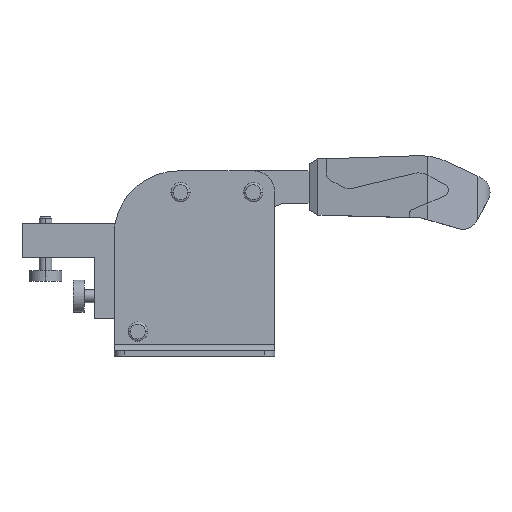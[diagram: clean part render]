
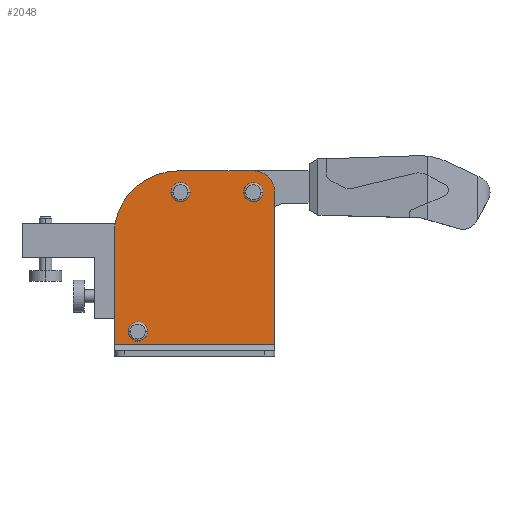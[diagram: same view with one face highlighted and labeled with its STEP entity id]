
A CAD part, top view. The second image highlights one B-rep face of the part: STEP entity #2048.
In plain terms, the highlighted planar face has unit normal (0, 0, 1).
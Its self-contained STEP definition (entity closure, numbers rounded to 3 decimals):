
#1538=AXIS2_PLACEMENT_3D('Circle Axis2P3D',#1536,#1537,$) ;
#1586=AXIS2_PLACEMENT_3D('Circle Axis2P3D',#1584,#1585,$) ;
#1984=AXIS2_PLACEMENT_3D('Plane Axis2P3D',#1981,#1982,#1983) ;
#1996=AXIS2_PLACEMENT_3D('Circle Axis2P3D',#1994,#1995,$) ;
#2005=AXIS2_PLACEMENT_3D('Circle Axis2P3D',#2003,#2004,$) ;
#2014=AXIS2_PLACEMENT_3D('Circle Axis2P3D',#2012,#2013,$) ;
#2023=AXIS2_PLACEMENT_3D('Circle Axis2P3D',#2021,#2022,$) ;
#2032=AXIS2_PLACEMENT_3D('Circle Axis2P3D',#2030,#2031,$) ;
#2041=AXIS2_PLACEMENT_3D('Circle Axis2P3D',#2039,#2040,$) ;
#1477=CARTESIAN_POINT('Vertex',(0.,56.5,12.25)) ;
#1512=CARTESIAN_POINT('Vertex',(0.,5.5,12.25)) ;
#1515=CARTESIAN_POINT('Line Origine',(0.,31.,12.25)) ;
#1536=CARTESIAN_POINT('Axis2P3D Location',(30.,56.5,12.25)) ;
#1540=CARTESIAN_POINT('Vertex',(30.,86.5,12.25)) ;
#1560=CARTESIAN_POINT('Line Origine',(47.5,86.5,12.25)) ;
#1564=CARTESIAN_POINT('Vertex',(65.,86.5,12.25)) ;
#1584=CARTESIAN_POINT('Axis2P3D Location',(65.,76.5,12.25)) ;
#1588=CARTESIAN_POINT('Vertex',(75.,76.5,12.25)) ;
#1608=CARTESIAN_POINT('Line Origine',(75.,41.,12.25)) ;
#1612=CARTESIAN_POINT('Vertex',(75.,5.5,12.25)) ;
#1969=CARTESIAN_POINT('Line Origine',(75.,5.5,12.25)) ;
#1981=CARTESIAN_POINT('Axis2P3D Location',(75.,86.5,12.25)) ;
#1994=CARTESIAN_POINT('Axis2P3D Location',(11.,11.5,12.25)) ;
#1998=CARTESIAN_POINT('Vertex',(15.5,11.5,12.25)) ;
#2000=CARTESIAN_POINT('Vertex',(6.5,11.5,12.25)) ;
#2003=CARTESIAN_POINT('Axis2P3D Location',(11.,11.5,12.25)) ;
#2012=CARTESIAN_POINT('Axis2P3D Location',(65.,76.5,12.25)) ;
#2016=CARTESIAN_POINT('Vertex',(69.5,76.5,12.25)) ;
#2018=CARTESIAN_POINT('Vertex',(60.5,76.5,12.25)) ;
#2021=CARTESIAN_POINT('Axis2P3D Location',(65.,76.5,12.25)) ;
#2030=CARTESIAN_POINT('Axis2P3D Location',(31.,76.5,12.25)) ;
#2034=CARTESIAN_POINT('Vertex',(35.5,76.5,12.25)) ;
#2036=CARTESIAN_POINT('Vertex',(26.5,76.5,12.25)) ;
#2039=CARTESIAN_POINT('Axis2P3D Location',(31.,76.5,12.25)) ;
#1516=DIRECTION('Vector Direction',(0.,-1.,0.)) ;
#1537=DIRECTION('Axis2P3D Direction',(0.,0.,1.)) ;
#1561=DIRECTION('Vector Direction',(-1.,0.,0.)) ;
#1585=DIRECTION('Axis2P3D Direction',(0.,0.,1.)) ;
#1609=DIRECTION('Vector Direction',(0.,-1.,0.)) ;
#1970=DIRECTION('Vector Direction',(1.,0.,0.)) ;
#1982=DIRECTION('Axis2P3D Direction',(0.,0.,-1.)) ;
#1983=DIRECTION('Axis2P3D XDirection',(-1.,0.,0.)) ;
#1995=DIRECTION('Axis2P3D Direction',(0.,0.,-1.)) ;
#2004=DIRECTION('Axis2P3D Direction',(0.,0.,-1.)) ;
#2013=DIRECTION('Axis2P3D Direction',(0.,0.,-1.)) ;
#2022=DIRECTION('Axis2P3D Direction',(0.,0.,-1.)) ;
#2031=DIRECTION('Axis2P3D Direction',(0.,0.,-1.)) ;
#2040=DIRECTION('Axis2P3D Direction',(0.,0.,-1.)) ;
#1517=VECTOR('Line Direction',#1516,1.) ;
#1562=VECTOR('Line Direction',#1561,1.) ;
#1610=VECTOR('Line Direction',#1609,1.) ;
#1971=VECTOR('Line Direction',#1970,1.) ;
#1987=ORIENTED_EDGE('',*,*,#1566,.T.) ;
#1988=ORIENTED_EDGE('',*,*,#1542,.T.) ;
#1989=ORIENTED_EDGE('',*,*,#1519,.T.) ;
#1990=ORIENTED_EDGE('',*,*,#1973,.F.) ;
#1991=ORIENTED_EDGE('',*,*,#1614,.F.) ;
#1992=ORIENTED_EDGE('',*,*,#1590,.T.) ;
#2009=ORIENTED_EDGE('',*,*,#2002,.T.) ;
#2010=ORIENTED_EDGE('',*,*,#2007,.T.) ;
#2027=ORIENTED_EDGE('',*,*,#2020,.T.) ;
#2028=ORIENTED_EDGE('',*,*,#2025,.T.) ;
#2045=ORIENTED_EDGE('',*,*,#2038,.T.) ;
#2046=ORIENTED_EDGE('',*,*,#2043,.T.) ;
#2011=FACE_BOUND('',#2008,.T.) ;
#2029=FACE_BOUND('',#2026,.T.) ;
#2047=FACE_BOUND('',#2044,.T.) ;
#2048=ADVANCED_FACE('Geh\X2\00E4\X0\use',(#1993,#2011,#2029,#2047),#1985,.F.) ;
#1539=CIRCLE('generated circle',#1538,30.) ;
#1587=CIRCLE('generated circle',#1586,10.) ;
#1997=CIRCLE('generated circle',#1996,4.5) ;
#2006=CIRCLE('generated circle',#2005,4.5) ;
#2015=CIRCLE('generated circle',#2014,4.5) ;
#2024=CIRCLE('generated circle',#2023,4.5) ;
#2033=CIRCLE('generated circle',#2032,4.5) ;
#2042=CIRCLE('generated circle',#2041,4.5) ;
#1519=EDGE_CURVE('',#1478,#1513,#1518,.T.) ;
#1542=EDGE_CURVE('',#1541,#1478,#1539,.T.) ;
#1566=EDGE_CURVE('',#1565,#1541,#1563,.T.) ;
#1590=EDGE_CURVE('',#1589,#1565,#1587,.T.) ;
#1614=EDGE_CURVE('',#1589,#1613,#1611,.T.) ;
#1973=EDGE_CURVE('',#1613,#1513,#1972,.F.) ;
#2002=EDGE_CURVE('',#1999,#2001,#1997,.T.) ;
#2007=EDGE_CURVE('',#2001,#1999,#2006,.T.) ;
#2020=EDGE_CURVE('',#2017,#2019,#2015,.T.) ;
#2025=EDGE_CURVE('',#2019,#2017,#2024,.T.) ;
#2038=EDGE_CURVE('',#2035,#2037,#2033,.T.) ;
#2043=EDGE_CURVE('',#2037,#2035,#2042,.T.) ;
#1986=EDGE_LOOP('',(#1987,#1988,#1989,#1990,#1991,#1992)) ;
#2008=EDGE_LOOP('',(#2009,#2010)) ;
#2026=EDGE_LOOP('',(#2027,#2028)) ;
#2044=EDGE_LOOP('',(#2045,#2046)) ;
#1993=FACE_OUTER_BOUND('',#1986,.T.) ;
#1518=LINE('Line',#1515,#1517) ;
#1563=LINE('Line',#1560,#1562) ;
#1611=LINE('Line',#1608,#1610) ;
#1972=LINE('Line',#1969,#1971) ;
#1985=PLANE('Plane',#1984) ;
#1478=VERTEX_POINT('',#1477) ;
#1513=VERTEX_POINT('',#1512) ;
#1541=VERTEX_POINT('',#1540) ;
#1565=VERTEX_POINT('',#1564) ;
#1589=VERTEX_POINT('',#1588) ;
#1613=VERTEX_POINT('',#1612) ;
#1999=VERTEX_POINT('',#1998) ;
#2001=VERTEX_POINT('',#2000) ;
#2017=VERTEX_POINT('',#2016) ;
#2019=VERTEX_POINT('',#2018) ;
#2035=VERTEX_POINT('',#2034) ;
#2037=VERTEX_POINT('',#2036) ;
